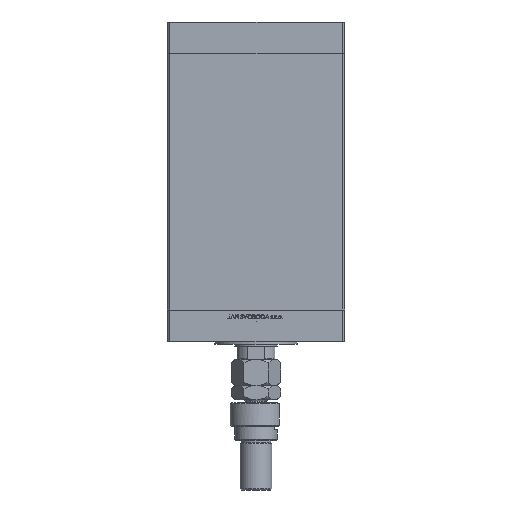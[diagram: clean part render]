
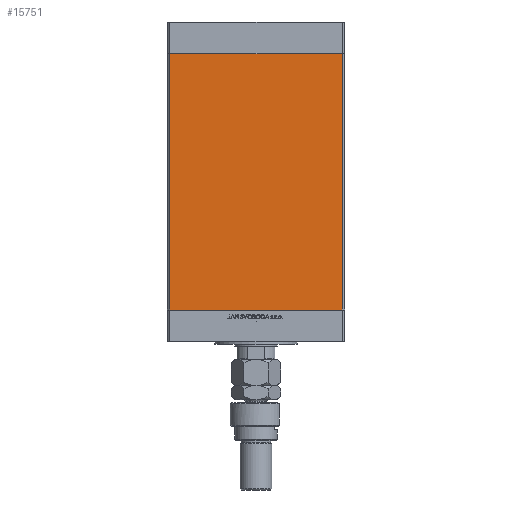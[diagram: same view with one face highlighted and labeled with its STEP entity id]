
A CAD part, front view. The second image highlights one B-rep face of the part: STEP entity #15751.
In plain terms, the highlighted planar face has unit normal (0, -1, 0).
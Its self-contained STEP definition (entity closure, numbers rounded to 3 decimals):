
#2500 = ORIENTED_EDGE ( 'NONE', *, *, #14780, .F. ) ;
#4348 = ORIENTED_EDGE ( 'NONE', *, *, #24596, .F. ) ;
#8783 = CARTESIAN_POINT ( 'NONE',  ( -73., -62.5, 217. ) ) ;
#9549 = CARTESIAN_POINT ( 'NONE',  ( -73., -62.5, 0. ) ) ;
#10126 = DIRECTION ( 'NONE',  ( 0., 0., -1. ) ) ;
#10933 = AXIS2_PLACEMENT_3D ( 'NONE', #21272, #20727, #46229 ) ;
#12114 = LINE ( 'NONE', #8783, #35738 ) ;
#13039 = EDGE_CURVE ( 'NONE', #24275, #35436, #26268, .T. ) ;
#14299 = CARTESIAN_POINT ( 'NONE',  ( 73., -62.5, 217. ) ) ;
#14780 = EDGE_CURVE ( 'NONE', #24275, #48015, #12114, .T. ) ;
#15751 = ADVANCED_FACE ( 'NONE', ( #29332 ), #41824, .F. ) ;
#17692 = EDGE_LOOP ( 'NONE', ( #31153, #4348, #2500, #31194 ) ) ;
#20727 = DIRECTION ( 'NONE',  ( 0., 1., 0. ) ) ;
#21272 = CARTESIAN_POINT ( 'NONE',  ( -73., -62.5, 217. ) ) ;
#24275 = VERTEX_POINT ( 'NONE', #29415 ) ;
#24306 = CARTESIAN_POINT ( 'NONE',  ( -73., -62.5, 0. ) ) ;
#24596 = EDGE_CURVE ( 'NONE', #48015, #52560, #45274, .T. ) ;
#26268 = LINE ( 'NONE', #52830, #46417 ) ;
#29332 = FACE_OUTER_BOUND ( 'NONE', #17692, .T. ) ;
#29415 = CARTESIAN_POINT ( 'NONE',  ( -73., -62.5, 217. ) ) ;
#29676 = VECTOR ( 'NONE', #10126, 1000. ) ;
#30146 = DIRECTION ( 'NONE',  ( 1., 0., 0. ) ) ;
#31153 = ORIENTED_EDGE ( 'NONE', *, *, #46254, .T. ) ;
#31194 = ORIENTED_EDGE ( 'NONE', *, *, #13039, .T. ) ;
#35436 = VERTEX_POINT ( 'NONE', #9549 ) ;
#35738 = VECTOR ( 'NONE', #30146, 1000. ) ;
#36115 = CARTESIAN_POINT ( 'NONE',  ( 73., -62.5, 0. ) ) ;
#40663 = DIRECTION ( 'NONE',  ( 0., 0., -1. ) ) ;
#41799 = VECTOR ( 'NONE', #50597, 1000. ) ;
#41824 = PLANE ( 'NONE',  #10933 ) ;
#45274 = LINE ( 'NONE', #49700, #29676 ) ;
#45363 = LINE ( 'NONE', #24306, #41799 ) ;
#46229 = DIRECTION ( 'NONE',  ( 0., 0., 1. ) ) ;
#46254 = EDGE_CURVE ( 'NONE', #35436, #52560, #45363, .T. ) ;
#46417 = VECTOR ( 'NONE', #40663, 1000. ) ;
#48015 = VERTEX_POINT ( 'NONE', #14299 ) ;
#49700 = CARTESIAN_POINT ( 'NONE',  ( 73., -62.5, 217. ) ) ;
#50597 = DIRECTION ( 'NONE',  ( 1., 0., 0. ) ) ;
#52560 = VERTEX_POINT ( 'NONE', #36115 ) ;
#52830 = CARTESIAN_POINT ( 'NONE',  ( -73., -62.5, 217. ) ) ;
